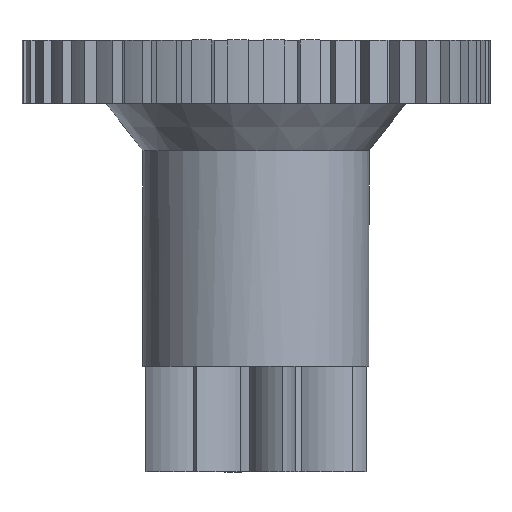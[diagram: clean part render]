
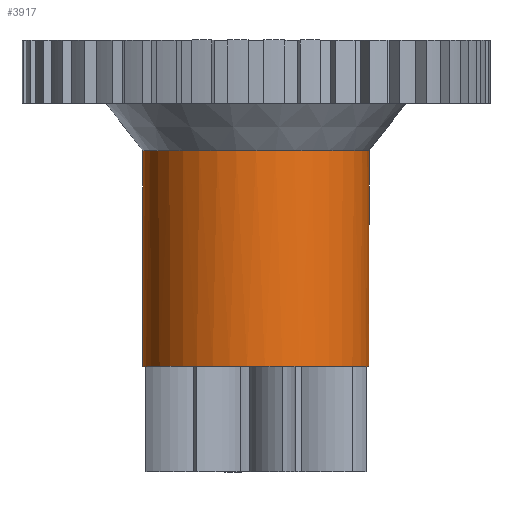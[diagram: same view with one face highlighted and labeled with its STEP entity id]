
A CAD part, top view. The second image highlights one B-rep face of the part: STEP entity #3917.
In plain terms, the highlighted cylindrical face has radius 10.75 mm (diameter 21.5 mm), a full revolution.
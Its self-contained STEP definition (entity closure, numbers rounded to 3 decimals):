
#59=CYLINDRICAL_SURFACE('',#4256,10.75);
#179=CIRCLE('',#4214,10.75);
#181=CIRCLE('',#4217,10.75);
#185=CIRCLE('',#4222,10.75);
#189=CIRCLE('',#4227,10.75);
#193=CIRCLE('',#4232,10.75);
#199=CIRCLE('',#4239,10.75);
#200=CIRCLE('',#4240,10.75);
#204=CIRCLE('',#4245,10.75);
#208=CIRCLE('',#4250,10.75);
#212=CIRCLE('',#4255,10.75);
#412=FACE_OUTER_BOUND('',#616,.T.);
#616=EDGE_LOOP('',(#3477,#3478,#3479,#3480,#3481,#3482,#3483,#3484,#3485,
#3486,#3487,#3488));
#1046=LINE('',#6521,#1474);
#1474=VECTOR('',#5311,10.75);
#1829=VERTEX_POINT('',#6451);
#1831=VERTEX_POINT('',#6456);
#1832=VERTEX_POINT('',#6458);
#1835=VERTEX_POINT('',#6465);
#1838=VERTEX_POINT('',#6473);
#1841=VERTEX_POINT('',#6481);
#1845=VERTEX_POINT('',#6492);
#1846=VERTEX_POINT('',#6494);
#1849=VERTEX_POINT('',#6502);
#1852=VERTEX_POINT('',#6510);
#2372=EDGE_CURVE('',#1829,#1829,#179,.T.);
#2375=EDGE_CURVE('',#1832,#1831,#181,.T.);
#2379=EDGE_CURVE('',#1831,#1835,#185,.T.);
#2383=EDGE_CURVE('',#1835,#1838,#189,.T.);
#2387=EDGE_CURVE('',#1838,#1841,#193,.T.);
#2393=EDGE_CURVE('',#1846,#1845,#199,.T.);
#2394=EDGE_CURVE('',#1841,#1846,#200,.T.);
#2398=EDGE_CURVE('',#1845,#1849,#204,.T.);
#2402=EDGE_CURVE('',#1849,#1852,#208,.T.);
#2406=EDGE_CURVE('',#1852,#1832,#212,.T.);
#2407=EDGE_CURVE('',#1829,#1846,#1046,.T.);
#3477=ORIENTED_EDGE('',*,*,#2372,.F.);
#3478=ORIENTED_EDGE('',*,*,#2407,.T.);
#3479=ORIENTED_EDGE('',*,*,#2393,.T.);
#3480=ORIENTED_EDGE('',*,*,#2398,.T.);
#3481=ORIENTED_EDGE('',*,*,#2402,.T.);
#3482=ORIENTED_EDGE('',*,*,#2406,.T.);
#3483=ORIENTED_EDGE('',*,*,#2375,.T.);
#3484=ORIENTED_EDGE('',*,*,#2379,.T.);
#3485=ORIENTED_EDGE('',*,*,#2383,.T.);
#3486=ORIENTED_EDGE('',*,*,#2387,.T.);
#3487=ORIENTED_EDGE('',*,*,#2394,.T.);
#3488=ORIENTED_EDGE('',*,*,#2407,.F.);
#3917=ADVANCED_FACE('',(#412),#59,.T.);
#4214=AXIS2_PLACEMENT_3D('',#6452,#5224,#5225);
#4217=AXIS2_PLACEMENT_3D('',#6459,#5231,#5232);
#4222=AXIS2_PLACEMENT_3D('',#6467,#5241,#5242);
#4227=AXIS2_PLACEMENT_3D('',#6475,#5251,#5252);
#4232=AXIS2_PLACEMENT_3D('',#6483,#5261,#5262);
#4239=AXIS2_PLACEMENT_3D('',#6495,#5275,#5276);
#4240=AXIS2_PLACEMENT_3D('',#6496,#5277,#5278);
#4245=AXIS2_PLACEMENT_3D('',#6504,#5287,#5288);
#4250=AXIS2_PLACEMENT_3D('',#6512,#5297,#5298);
#4255=AXIS2_PLACEMENT_3D('',#6519,#5307,#5308);
#4256=AXIS2_PLACEMENT_3D('',#6520,#5309,#5310);
#5224=DIRECTION('center_axis',(0.,1.,0.));
#5225=DIRECTION('ref_axis',(1.,0.,0.));
#5231=DIRECTION('center_axis',(0.,1.,0.));
#5232=DIRECTION('ref_axis',(1.,0.,0.));
#5241=DIRECTION('center_axis',(0.,1.,0.));
#5242=DIRECTION('ref_axis',(1.,0.,0.));
#5251=DIRECTION('center_axis',(0.,1.,0.));
#5252=DIRECTION('ref_axis',(1.,0.,0.));
#5261=DIRECTION('center_axis',(0.,1.,0.));
#5262=DIRECTION('ref_axis',(1.,0.,0.));
#5275=DIRECTION('center_axis',(0.,1.,0.));
#5276=DIRECTION('ref_axis',(1.,0.,0.));
#5277=DIRECTION('center_axis',(0.,1.,0.));
#5278=DIRECTION('ref_axis',(1.,0.,0.));
#5287=DIRECTION('center_axis',(0.,1.,0.));
#5288=DIRECTION('ref_axis',(1.,0.,0.));
#5297=DIRECTION('center_axis',(0.,1.,0.));
#5298=DIRECTION('ref_axis',(1.,0.,0.));
#5307=DIRECTION('center_axis',(0.,1.,0.));
#5308=DIRECTION('ref_axis',(1.,0.,0.));
#5309=DIRECTION('center_axis',(0.,1.,0.));
#5310=DIRECTION('ref_axis',(1.,0.,0.));
#5311=DIRECTION('',(0.,-1.,0.));
#6451=CARTESIAN_POINT('',(-10.75,30.5,0.));
#6452=CARTESIAN_POINT('Origin',(0.,30.5,0.));
#6456=CARTESIAN_POINT('',(10.454,10.,-2.507));
#6458=CARTESIAN_POINT('',(9.164,10.,5.619));
#6459=CARTESIAN_POINT('Origin',(0.,10.,0.));
#6465=CARTESIAN_POINT('',(5.619,10.,-9.164));
#6467=CARTESIAN_POINT('Origin',(0.,10.,0.));
#6473=CARTESIAN_POINT('',(-2.507,10.,-10.454));
#6475=CARTESIAN_POINT('Origin',(0.,10.,0.));
#6481=CARTESIAN_POINT('',(-9.164,10.,-5.619));
#6483=CARTESIAN_POINT('Origin',(0.,10.,0.));
#6492=CARTESIAN_POINT('',(-10.454,10.,2.507));
#6494=CARTESIAN_POINT('',(-10.75,10.,0.));
#6495=CARTESIAN_POINT('Origin',(0.,10.,0.));
#6496=CARTESIAN_POINT('Origin',(0.,10.,0.));
#6502=CARTESIAN_POINT('',(-5.619,10.,9.164));
#6504=CARTESIAN_POINT('Origin',(0.,10.,0.));
#6510=CARTESIAN_POINT('',(2.507,10.,10.454));
#6512=CARTESIAN_POINT('Origin',(0.,10.,0.));
#6519=CARTESIAN_POINT('Origin',(0.,10.,0.));
#6520=CARTESIAN_POINT('Origin',(0.,10.,0.));
#6521=CARTESIAN_POINT('',(-10.75,10.,0.));
